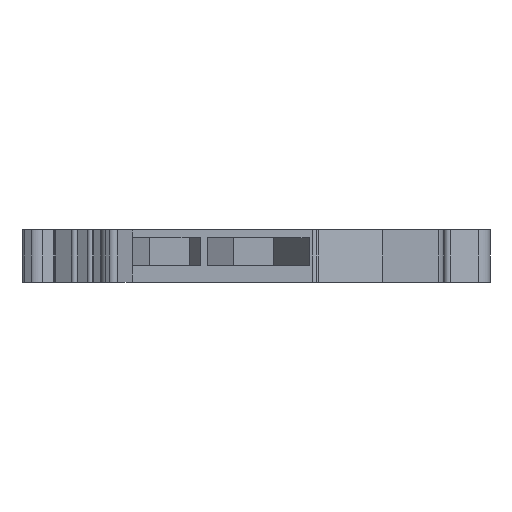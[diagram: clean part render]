
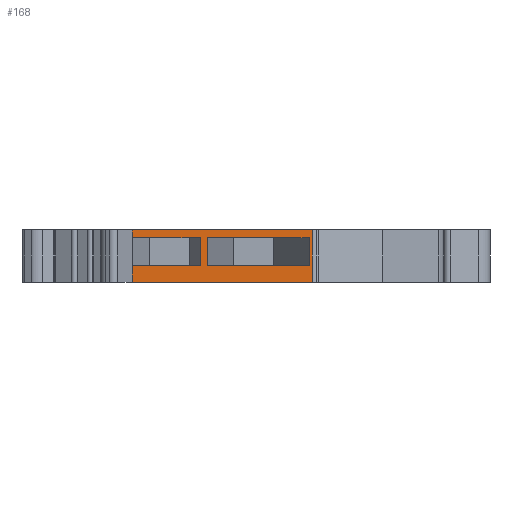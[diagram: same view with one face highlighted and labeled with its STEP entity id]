
A CAD part, left-side view. The second image highlights one B-rep face of the part: STEP entity #168.
In plain terms, the highlighted planar face has unit normal (-1, 0, 0).
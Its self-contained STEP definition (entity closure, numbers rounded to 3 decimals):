
#168=ADVANCED_FACE('',(#1089,#1091),#1093,.T.);
#1089=FACE_BOUND('',#1090,.T.);
#1090=EDGE_LOOP('',(#2117,#2118,#2119,#2120,#2121,#2122,#2123,#2124));
#1091=FACE_BOUND('',#1092,.T.);
#1092=EDGE_LOOP('',(#2125,#2126,#2127,#2128));
#1093=PLANE('',#1094);
#1094=AXIS2_PLACEMENT_3D('',#1095,#1096,#1097);
#1095=CARTESIAN_POINT('',(-65.197,302.528,5.15));
#1096=DIRECTION('',(-1.,0.,0.));
#1097=DIRECTION('',(0.,1.,0.));
#2117=ORIENTED_EDGE('',*,*,#3115,.T.);
#2118=ORIENTED_EDGE('',*,*,#2791,.T.);
#2119=ORIENTED_EDGE('',*,*,#3116,.F.);
#2120=ORIENTED_EDGE('',*,*,#3117,.F.);
#2121=ORIENTED_EDGE('',*,*,#3118,.T.);
#2122=ORIENTED_EDGE('',*,*,#2789,.F.);
#2123=ORIENTED_EDGE('',*,*,#3119,.F.);
#2124=ORIENTED_EDGE('',*,*,#2817,.T.);
#2125=ORIENTED_EDGE('',*,*,#3120,.F.);
#2126=ORIENTED_EDGE('',*,*,#3121,.F.);
#2127=ORIENTED_EDGE('',*,*,#3122,.T.);
#2128=ORIENTED_EDGE('',*,*,#3123,.F.);
#2789=EDGE_CURVE('',#3386,#3388,#3389,.T.);
#2791=EDGE_CURVE('',#3392,#3390,#3393,.T.);
#2817=EDGE_CURVE('',#3434,#3439,#3441,.T.);
#3115=EDGE_CURVE('',#3439,#3392,#3937,.T.);
#3116=EDGE_CURVE('',#3938,#3390,#3939,.T.);
#3117=EDGE_CURVE('',#3940,#3938,#3941,.T.);
#3118=EDGE_CURVE('',#3940,#3388,#3942,.T.);
#3119=EDGE_CURVE('',#3434,#3386,#3943,.T.);
#3120=EDGE_CURVE('',#3944,#3945,#3946,.T.);
#3121=EDGE_CURVE('',#3947,#3944,#3948,.T.);
#3122=EDGE_CURVE('',#3947,#3949,#3950,.T.);
#3123=EDGE_CURVE('',#3945,#3949,#3951,.T.);
#3386=VERTEX_POINT('',#4437);
#3388=VERTEX_POINT('',#4441);
#3389=LINE('',#4442,#4443);
#3390=VERTEX_POINT('',#4445);
#3392=VERTEX_POINT('',#4449);
#3393=LINE('',#4450,#4451);
#3434=VERTEX_POINT('',#4537);
#3439=VERTEX_POINT('',#4547);
#3441=LINE('',#4552,#4553);
#3937=LINE('',#5722,#5723);
#3938=VERTEX_POINT('',#5725);
#3939=LINE('',#5726,#5727);
#3940=VERTEX_POINT('',#5729);
#3941=LINE('',#5730,#5731);
#3942=LINE('',#5733,#5734);
#3943=LINE('',#5736,#5737);
#3944=VERTEX_POINT('',#5739);
#3945=VERTEX_POINT('',#5740);
#3946=LINE('',#5741,#5742);
#3947=VERTEX_POINT('',#5744);
#3948=LINE('',#5745,#5746);
#3949=VERTEX_POINT('',#5748);
#3950=LINE('',#5749,#5750);
#3951=LINE('',#5752,#5753);
#4437=CARTESIAN_POINT('',(-65.197,302.528,0.));
#4441=CARTESIAN_POINT('',(-65.197,302.528,1.62));
#4442=CARTESIAN_POINT('',(-65.197,302.528,0.));
#4443=VECTOR('',#4444,1.);
#4444=DIRECTION('',(0.,0.,1.));
#4445=CARTESIAN_POINT('',(-65.197,302.528,4.37));
#4449=CARTESIAN_POINT('',(-65.197,302.528,5.15));
#4450=CARTESIAN_POINT('',(-65.197,302.528,5.15));
#4451=VECTOR('',#4452,1.);
#4452=DIRECTION('',(0.,0.,-1.));
#4537=CARTESIAN_POINT('',(-65.197,284.871,0.));
#4547=CARTESIAN_POINT('',(-65.197,284.871,5.15));
#4552=CARTESIAN_POINT('',(-65.197,284.871,0.));
#4553=VECTOR('',#4554,1.);
#4554=DIRECTION('',(0.,0.,1.));
#5722=CARTESIAN_POINT('',(-65.197,284.871,5.15));
#5723=VECTOR('',#5724,1.);
#5724=DIRECTION('',(0.,1.,0.));
#5725=CARTESIAN_POINT('',(-65.197,295.872,4.37));
#5726=CARTESIAN_POINT('',(-65.197,295.872,4.37));
#5727=VECTOR('',#5728,1.);
#5728=DIRECTION('',(0.,1.,0.));
#5729=CARTESIAN_POINT('',(-65.197,295.872,1.62));
#5730=CARTESIAN_POINT('',(-65.197,295.872,1.62));
#5731=VECTOR('',#5732,1.);
#5732=DIRECTION('',(0.,0.,1.));
#5733=CARTESIAN_POINT('',(-65.197,295.872,1.62));
#5734=VECTOR('',#5735,1.);
#5735=DIRECTION('',(0.,1.,0.));
#5736=CARTESIAN_POINT('',(-65.197,284.871,0.));
#5737=VECTOR('',#5738,1.);
#5738=DIRECTION('',(0.,1.,0.));
#5739=CARTESIAN_POINT('',(-65.197,285.202,4.37));
#5740=CARTESIAN_POINT('',(-65.197,295.143,4.37));
#5741=CARTESIAN_POINT('',(-65.197,285.202,4.37));
#5742=VECTOR('',#5743,1.);
#5743=DIRECTION('',(0.,1.,0.));
#5744=CARTESIAN_POINT('',(-65.197,285.202,1.62));
#5745=CARTESIAN_POINT('',(-65.197,285.202,1.62));
#5746=VECTOR('',#5747,1.);
#5747=DIRECTION('',(0.,0.,1.));
#5748=CARTESIAN_POINT('',(-65.197,295.143,1.62));
#5749=CARTESIAN_POINT('',(-65.197,285.202,1.62));
#5750=VECTOR('',#5751,1.);
#5751=DIRECTION('',(0.,1.,0.));
#5752=CARTESIAN_POINT('',(-65.197,295.143,4.37));
#5753=VECTOR('',#5754,1.);
#5754=DIRECTION('',(0.,0.,-1.));
